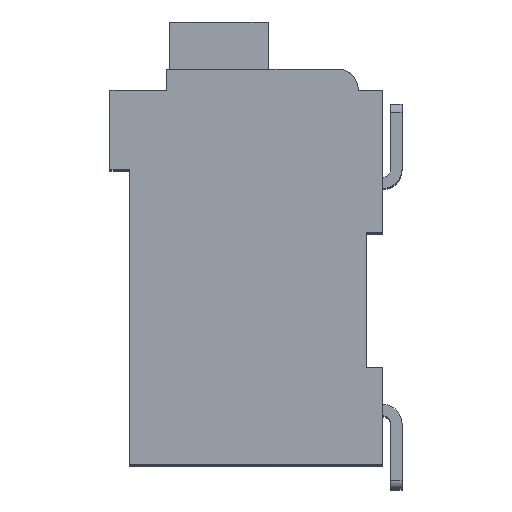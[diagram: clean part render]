
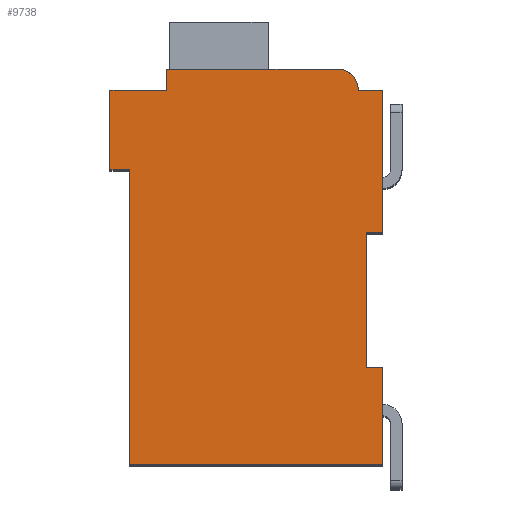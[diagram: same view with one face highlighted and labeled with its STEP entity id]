
A CAD part, top view. The second image highlights one B-rep face of the part: STEP entity #9738.
In plain terms, the highlighted planar face has unit normal (0, 0, 1).
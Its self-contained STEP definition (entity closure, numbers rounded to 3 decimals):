
#1122=DIRECTION('',(1.,0.,0.));
#1123=VECTOR('',#1122,0.5);
#1124=CARTESIAN_POINT('',(7.3,7.15,2.1));
#1125=LINE('',#1124,#1123);
#1126=DIRECTION('',(0.,1.,0.));
#1127=VECTOR('',#1126,4.15);
#1128=CARTESIAN_POINT('',(7.3,3.,2.1));
#1129=LINE('',#1128,#1127);
#1130=DIRECTION('',(-1.,0.,0.));
#1131=VECTOR('',#1130,0.5);
#1132=CARTESIAN_POINT('',(7.8,3.,2.1));
#1133=LINE('',#1132,#1131);
#1134=DIRECTION('',(0.,1.,0.));
#1135=VECTOR('',#1134,3.);
#1136=CARTESIAN_POINT('',(7.8,0.,2.1));
#1137=LINE('',#1136,#1135);
#1138=DIRECTION('',(1.,0.,0.));
#1139=VECTOR('',#1138,7.8);
#1140=CARTESIAN_POINT('',(0.,0.,2.1));
#1141=LINE('',#1140,#1139);
#1142=DIRECTION('',(0.,-1.,0.));
#1143=VECTOR('',#1142,9.1);
#1144=CARTESIAN_POINT('',(0.,9.1,2.1));
#1145=LINE('',#1144,#1143);
#1146=DIRECTION('',(1.,0.,0.));
#1147=VECTOR('',#1146,0.6);
#1148=CARTESIAN_POINT('',(-0.6,9.1,2.1));
#1149=LINE('',#1148,#1147);
#1150=DIRECTION('',(0.,-1.,0.));
#1151=VECTOR('',#1150,2.45);
#1152=CARTESIAN_POINT('',(-0.6,11.55,2.1));
#1153=LINE('',#1152,#1151);
#1154=DIRECTION('',(-1.,0.,0.));
#1155=VECTOR('',#1154,1.75);
#1156=CARTESIAN_POINT('',(1.15,11.55,2.1));
#1157=LINE('',#1156,#1155);
#1158=DIRECTION('',(0.,-1.,0.));
#1159=VECTOR('',#1158,0.65);
#1160=CARTESIAN_POINT('',(1.15,12.2,2.1));
#1161=LINE('',#1160,#1159);
#1162=DIRECTION('',(-1.,0.,0.));
#1163=VECTOR('',#1162,5.25);
#1164=CARTESIAN_POINT('',(6.4,12.2,2.1));
#1165=LINE('',#1164,#1163);
#1166=CARTESIAN_POINT('',(6.4,11.55,2.1));
#1167=DIRECTION('',(0.,0.,1.));
#1168=DIRECTION('',(1.,0.,0.));
#1169=AXIS2_PLACEMENT_3D('',#1166,#1167,#1168);
#1171=DIRECTION('',(-1.,0.,0.));
#1172=VECTOR('',#1171,0.75);
#1173=CARTESIAN_POINT('',(7.8,11.55,2.1));
#1174=LINE('',#1173,#1172);
#1175=DIRECTION('',(0.,1.,0.));
#1176=VECTOR('',#1175,4.4);
#1177=CARTESIAN_POINT('',(7.8,7.15,2.1));
#1178=LINE('',#1177,#1176);
#6714=CARTESIAN_POINT('',(7.3,7.15,2.1));
#6715=CARTESIAN_POINT('',(7.8,7.15,2.1));
#6716=VERTEX_POINT('',#6714);
#6717=VERTEX_POINT('',#6715);
#6718=CARTESIAN_POINT('',(7.8,11.55,2.1));
#6719=VERTEX_POINT('',#6718);
#6720=CARTESIAN_POINT('',(7.05,11.55,2.1));
#6721=VERTEX_POINT('',#6720);
#6722=CARTESIAN_POINT('',(6.4,12.2,2.1));
#6723=VERTEX_POINT('',#6722);
#6724=CARTESIAN_POINT('',(1.15,12.2,2.1));
#6725=VERTEX_POINT('',#6724);
#6726=CARTESIAN_POINT('',(1.15,11.55,2.1));
#6727=VERTEX_POINT('',#6726);
#6728=CARTESIAN_POINT('',(-0.6,11.55,2.1));
#6729=VERTEX_POINT('',#6728);
#6730=CARTESIAN_POINT('',(-0.6,9.1,2.1));
#6731=VERTEX_POINT('',#6730);
#6732=CARTESIAN_POINT('',(0.,9.1,2.1));
#6733=VERTEX_POINT('',#6732);
#6734=CARTESIAN_POINT('',(0.,0.,2.1));
#6735=VERTEX_POINT('',#6734);
#6736=CARTESIAN_POINT('',(7.8,0.,2.1));
#6737=VERTEX_POINT('',#6736);
#6738=CARTESIAN_POINT('',(7.8,3.,2.1));
#6739=VERTEX_POINT('',#6738);
#6740=CARTESIAN_POINT('',(7.3,3.,2.1));
#6741=VERTEX_POINT('',#6740);
#9708=CARTESIAN_POINT('',(0.,0.,2.1));
#9709=DIRECTION('',(0.,0.,1.));
#9710=DIRECTION('',(1.,0.,0.));
#9711=AXIS2_PLACEMENT_3D('',#9708,#9709,#9710);
#9712=PLANE('',#9711);
#9713=ORIENTED_EDGE('',*,*,#8803,.F.);
#9714=ORIENTED_EDGE('',*,*,#9167,.F.);
#9716=ORIENTED_EDGE('',*,*,#9715,.F.);
#9718=ORIENTED_EDGE('',*,*,#9717,.F.);
#9719=ORIENTED_EDGE('',*,*,#9518,.F.);
#9720=ORIENTED_EDGE('',*,*,#9451,.F.);
#9722=ORIENTED_EDGE('',*,*,#9721,.F.);
#9724=ORIENTED_EDGE('',*,*,#9723,.F.);
#9726=ORIENTED_EDGE('',*,*,#9725,.F.);
#9728=ORIENTED_EDGE('',*,*,#9727,.F.);
#9730=ORIENTED_EDGE('',*,*,#9729,.F.);
#9732=ORIENTED_EDGE('',*,*,#9731,.F.);
#9734=ORIENTED_EDGE('',*,*,#9733,.F.);
#9735=ORIENTED_EDGE('',*,*,#9003,.F.);
#9736=EDGE_LOOP('',(#9713,#9714,#9716,#9718,#9719,#9720,#9722,#9724,#9726,#9728,
#9730,#9732,#9734,#9735));
#9737=FACE_OUTER_BOUND('',#9736,.F.);
#1170=CIRCLE('',#1169,0.65);
#8803=EDGE_CURVE('',#6716,#6717,#1125,.T.);
#9003=EDGE_CURVE('',#6717,#6719,#1178,.T.);
#9167=EDGE_CURVE('',#6741,#6716,#1129,.T.);
#9451=EDGE_CURVE('',#6733,#6735,#1145,.T.);
#9518=EDGE_CURVE('',#6735,#6737,#1141,.T.);
#9715=EDGE_CURVE('',#6739,#6741,#1133,.T.);
#9717=EDGE_CURVE('',#6737,#6739,#1137,.T.);
#9721=EDGE_CURVE('',#6731,#6733,#1149,.T.);
#9723=EDGE_CURVE('',#6729,#6731,#1153,.T.);
#9725=EDGE_CURVE('',#6727,#6729,#1157,.T.);
#9727=EDGE_CURVE('',#6725,#6727,#1161,.T.);
#9729=EDGE_CURVE('',#6723,#6725,#1165,.T.);
#9731=EDGE_CURVE('',#6721,#6723,#1170,.T.);
#9733=EDGE_CURVE('',#6719,#6721,#1174,.T.);
#9738=ADVANCED_FACE('',(#9737),#9712,.T.);
